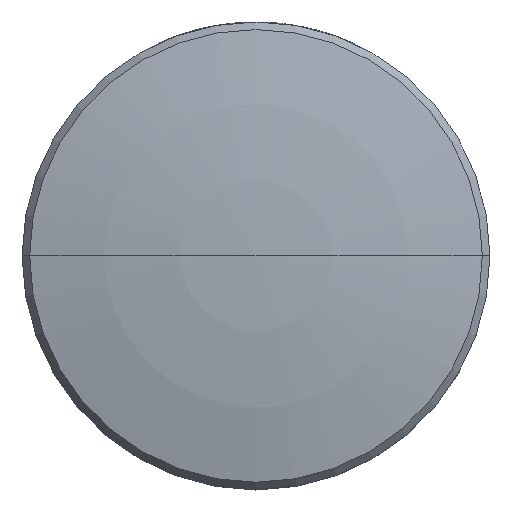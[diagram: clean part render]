
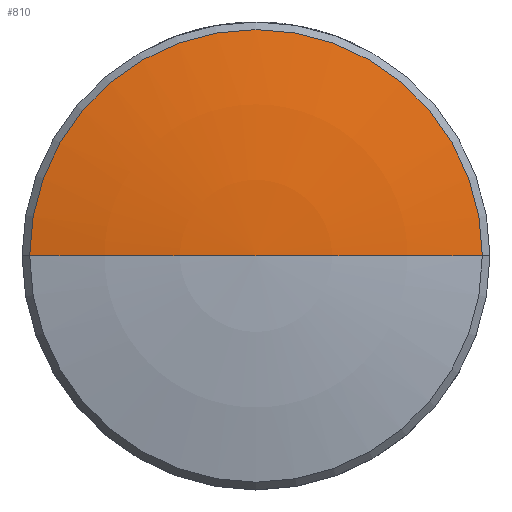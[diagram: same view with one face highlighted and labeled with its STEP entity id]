
A CAD part, top view. The second image highlights one B-rep face of the part: STEP entity #810.
In plain terms, the highlighted toroidal (fillet/blend) face has major radius 0 mm and minor radius 13.8 mm.
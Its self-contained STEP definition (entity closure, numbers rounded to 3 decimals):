
#29 = ORIENTED_EDGE ( 'NONE', *, *, #315, .F. ) ;
#69 = CARTESIAN_POINT ( 'NONE',  ( -2.903, 0., 0.606 ) ) ;
#70 = ORIENTED_EDGE ( 'NONE', *, *, #169, .T. ) ;
#150 = EDGE_CURVE ( 'NONE', #1546, #660, #663, .T. ) ;
#169 = EDGE_CURVE ( 'NONE', #795, #1546, #1173, .T. ) ;
#250 = CARTESIAN_POINT ( 'NONE',  ( 0., 0., 0.915 ) ) ;
#265 = FACE_OUTER_BOUND ( 'NONE', #346, .T. ) ;
#267 = CARTESIAN_POINT ( 'NONE',  ( 0., 0., -12.885 ) ) ;
#315 = EDGE_CURVE ( 'NONE', #795, #660, #1453, .T. ) ;
#346 = EDGE_LOOP ( 'NONE', ( #70, #573, #29 ) ) ;
#400 = DIRECTION ( 'NONE',  ( 0., 1., 0. ) ) ;
#439 = DIRECTION ( 'NONE',  ( 0., 0., 1. ) ) ;
#441 = DIRECTION ( 'NONE',  ( 0., 0., -1. ) ) ;
#573 = ORIENTED_EDGE ( 'NONE', *, *, #150, .T. ) ;
#660 = VERTEX_POINT ( 'NONE', #250 ) ;
#661 = DIRECTION ( 'NONE',  ( 1., 0., 0. ) ) ;
#663 = CIRCLE ( 'NONE', #1072, 13.8 ) ;
#673 = CARTESIAN_POINT ( 'NONE',  ( 0., 0., -12.885 ) ) ;
#770 = CARTESIAN_POINT ( 'NONE',  ( 0., 0., 0.606 ) ) ;
#795 = VERTEX_POINT ( 'NONE', #1289 ) ;
#810 = ADVANCED_FACE ( 'NONE', ( #265 ), #1225, .T. ) ;
#895 = DIRECTION ( 'NONE',  ( -1., 0., 0. ) ) ;
#1072 = AXIS2_PLACEMENT_3D ( 'NONE', #267, #400, #1272 ) ;
#1173 = CIRCLE ( 'NONE', #1399, 2.903 ) ;
#1196 = CARTESIAN_POINT ( 'NONE',  ( 0., 0., -12.885 ) ) ;
#1225 = TOROIDAL_SURFACE ( 'NONE', #1486, 0., 13.8 ) ;
#1272 = DIRECTION ( 'NONE',  ( -1., 0., 0. ) ) ;
#1289 = CARTESIAN_POINT ( 'NONE',  ( 2.903, 0., 0.606 ) ) ;
#1334 = DIRECTION ( 'NONE',  ( 0., -1., 0. ) ) ;
#1366 = AXIS2_PLACEMENT_3D ( 'NONE', #1196, #1334, #441 ) ;
#1399 = AXIS2_PLACEMENT_3D ( 'NONE', #770, #1629, #895 ) ;
#1453 = CIRCLE ( 'NONE', #1366, 13.8 ) ;
#1486 = AXIS2_PLACEMENT_3D ( 'NONE', #673, #439, #661 ) ;
#1546 = VERTEX_POINT ( 'NONE', #69 ) ;
#1629 = DIRECTION ( 'NONE',  ( 0., 0., 1. ) ) ;
